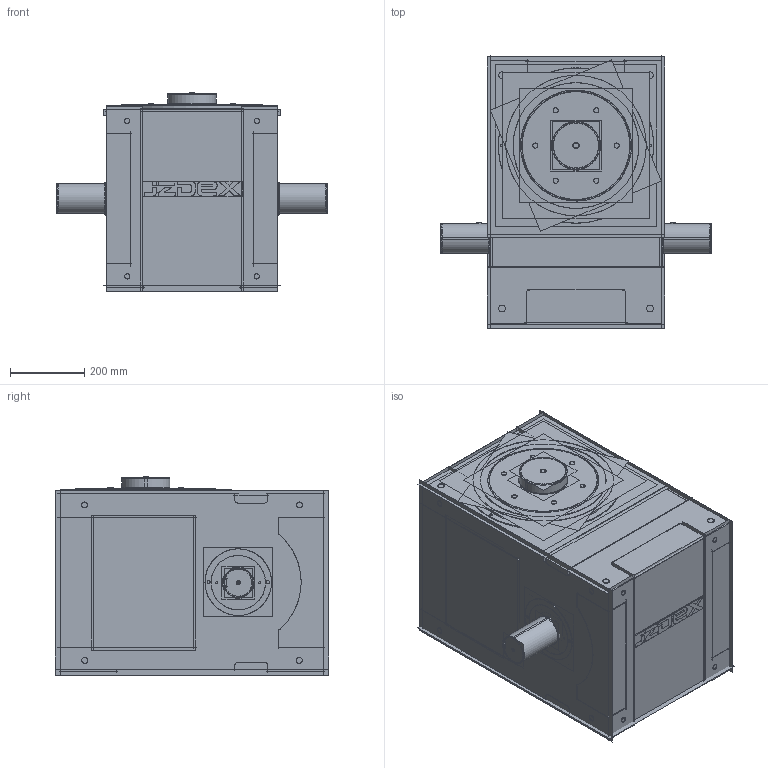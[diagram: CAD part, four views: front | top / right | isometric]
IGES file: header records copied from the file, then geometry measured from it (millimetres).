
Start section:  PTC IGES file: jz-250df.igs
Global section: file name: jz-250df.igs; native system: Creo Parametric by PTC Inc.; preprocessor: 2019010; author: DELL; organization: Unknown; date: 20240321.153127; units: millimetre
Bounding box: 734.4 x 738.4 x 535.3 mm (x, y, z)
Surface area: 12460424.1 mm2 (no closed solid volume)
Topology: 0 solids, 0 shells, 834 faces, 13878 edges, 18361 vertices
Faces by surface type: revolution 456, bspline 378
